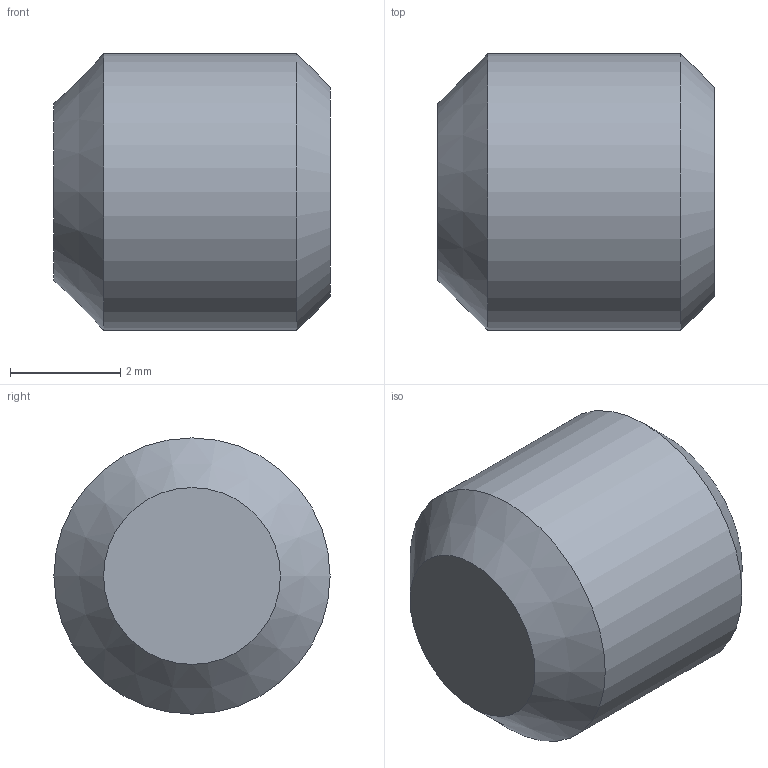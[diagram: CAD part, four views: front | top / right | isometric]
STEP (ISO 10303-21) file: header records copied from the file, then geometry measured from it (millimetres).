
FILE_DESCRIPTION (( 'STEP AP203' ), '1' );
FILE_NAME ('58298-240-5.step', '2019-12-16T13:58:48', ( '' ), ( '' ), 'SwSTEP 2.0', 'SolidWorks 2015', '' );
FILE_SCHEMA (( 'CONFIG_CONTROL_DESIGN' ));
Length unit declared in the file: millimetre
Products named in the file (2): 58298-240-5
Bounding box: 5 x 5 x 5 mm (x, y, z)
Volume: 72.5 mm3; surface area: 130.7 mm2
Topology: 1 solids, 1 shells, 291 faces, 773 edges, 514 vertices
Faces by surface type: bspline 146, plane 141, cone 3, cylinder 1
Full cylindrical faces by diameter (mm): 5 x1
Entity records: 18137 total; most frequent: CARTESIAN_POINT 11774, ORIENTED_EDGE 1532, DIRECTION 778, EDGE_CURVE 766, VERTEX_POINT 510, LINE 464, VECTOR 464, EDGE_LOOP 324
